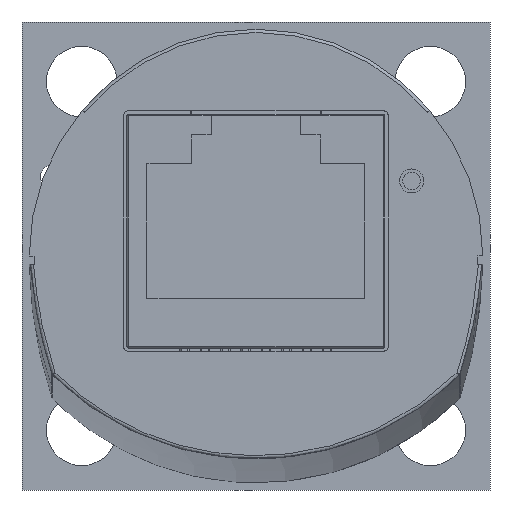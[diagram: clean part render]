
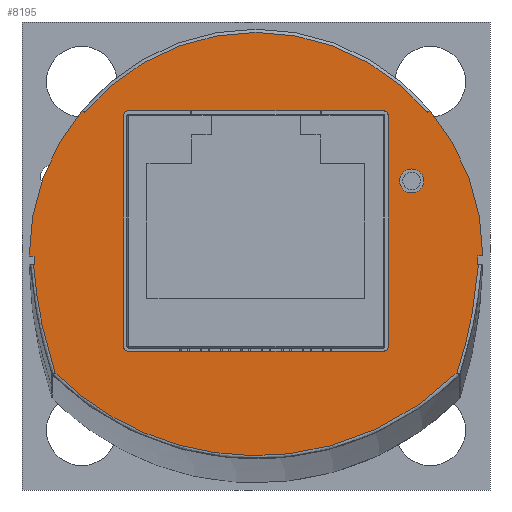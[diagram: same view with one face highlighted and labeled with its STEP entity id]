
A CAD part, left-side view. The second image highlights one B-rep face of the part: STEP entity #8195.
In plain terms, the highlighted planar face has unit normal (-1, 0, 0).
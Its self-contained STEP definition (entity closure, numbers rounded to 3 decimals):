
#102=B_SPLINE_CURVE_WITH_KNOTS('',3,(#12674,#12675,#12676,#12677,#12678,
#12679,#12680,#12681),.UNSPECIFIED.,.F.,.F.,(4,1,1,1,1,4),(0.239,
0.634,1.425,2.215,2.611,3.006),
 .UNSPECIFIED.);
#149=FACE_BOUND('',#1375,.T.);
#150=FACE_BOUND('',#1376,.T.);
#208=ELLIPSE('',#8607,55.321,39.377);
#211=ELLIPSE('',#8618,55.321,39.377);
#293=CIRCLE('',#8540,0.75);
#326=CIRCLE('',#8600,13.95);
#365=CIRCLE('',#8722,0.3);
#366=CIRCLE('',#8725,0.3);
#367=CIRCLE('',#8728,0.3);
#368=CIRCLE('',#8731,0.3);
#418=CIRCLE('',#8854,14.15);
#419=CIRCLE('',#8855,14.15);
#939=FACE_OUTER_BOUND('',#1374,.T.);
#1374=EDGE_LOOP('',(#6627,#6628,#6629,#6630,#6631,#6632,#6633,#6634,#6635,
#6636,#6637,#6638,#6639,#6640));
#1375=EDGE_LOOP('',(#6641,#6642,#6643,#6644,#6645,#6646,#6647,#6648));
#1376=EDGE_LOOP('',(#6649));
#1876=LINE('',#12908,#2628);
#1948=LINE('',#13104,#2700);
#1951=LINE('',#13114,#2703);
#1968=LINE('',#13149,#2720);
#1973=LINE('',#13187,#2725);
#1976=LINE('',#13195,#2728);
#1979=LINE('',#13203,#2731);
#1982=LINE('',#13210,#2734);
#1985=LINE('',#13234,#2737);
#2003=LINE('',#13267,#2755);
#2144=LINE('',#13829,#2896);
#2145=LINE('',#13833,#2897);
#2628=VECTOR('',#10073,10.);
#2700=VECTOR('',#10279,10.);
#2703=VECTOR('',#10284,10.);
#2720=VECTOR('',#10317,10.);
#2725=VECTOR('',#10348,10.);
#2728=VECTOR('',#10357,10.);
#2731=VECTOR('',#10366,10.);
#2734=VECTOR('',#10375,10.);
#2737=VECTOR('',#10402,10.);
#2755=VECTOR('',#10434,10.);
#2896=VECTOR('',#10777,10.);
#2897=VECTOR('',#10782,10.);
#3322=VERTEX_POINT('',#12214);
#3367=VERTEX_POINT('',#12474);
#3369=VERTEX_POINT('',#12477);
#3373=VERTEX_POINT('',#12486);
#3375=VERTEX_POINT('',#12510);
#3381=VERTEX_POINT('',#12549);
#3382=VERTEX_POINT('',#12702);
#3392=VERTEX_POINT('',#12906);
#3437=VERTEX_POINT('',#13103);
#3439=VERTEX_POINT('',#13113);
#3449=VERTEX_POINT('',#13148);
#3453=VERTEX_POINT('',#13180);
#3454=VERTEX_POINT('',#13182);
#3455=VERTEX_POINT('',#13186);
#3456=VERTEX_POINT('',#13190);
#3457=VERTEX_POINT('',#13194);
#3458=VERTEX_POINT('',#13198);
#3459=VERTEX_POINT('',#13202);
#3460=VERTEX_POINT('',#13206);
#3469=VERTEX_POINT('',#13233);
#3477=VERTEX_POINT('',#13265);
#3622=VERTEX_POINT('',#13827);
#3623=VERTEX_POINT('',#13831);
#4191=EDGE_CURVE('',#3322,#3322,#293,.T.);
#4274=EDGE_CURVE('',#3367,#3369,#326,.T.);
#4281=EDGE_CURVE('',#3375,#3373,#208,.T.);
#4290=EDGE_CURVE('',#3373,#3381,#102,.T.);
#4293=EDGE_CURVE('',#3381,#3382,#211,.T.);
#4312=EDGE_CURVE('',#3375,#3392,#1876,.T.);
#4402=EDGE_CURVE('',#3437,#3382,#1948,.T.);
#4406=EDGE_CURVE('',#3439,#3437,#1951,.T.);
#4423=EDGE_CURVE('',#3392,#3449,#1968,.T.);
#4434=EDGE_CURVE('',#3454,#3453,#365,.T.);
#4436=EDGE_CURVE('',#3455,#3454,#1973,.T.);
#4438=EDGE_CURVE('',#3456,#3455,#366,.T.);
#4440=EDGE_CURVE('',#3457,#3456,#1976,.T.);
#4442=EDGE_CURVE('',#3458,#3457,#367,.T.);
#4444=EDGE_CURVE('',#3459,#3458,#1979,.T.);
#4446=EDGE_CURVE('',#3460,#3459,#368,.T.);
#4448=EDGE_CURVE('',#3453,#3460,#1982,.T.);
#4459=EDGE_CURVE('',#3469,#3369,#1985,.T.);
#4478=EDGE_CURVE('',#3449,#3477,#2003,.T.);
#4686=EDGE_CURVE('',#3367,#3622,#2144,.T.);
#4687=EDGE_CURVE('',#3622,#3623,#418,.T.);
#4688=EDGE_CURVE('',#3439,#3623,#2145,.T.);
#4689=EDGE_CURVE('',#3477,#3469,#419,.T.);
#6627=ORIENTED_EDGE('',*,*,#4686,.T.);
#6628=ORIENTED_EDGE('',*,*,#4687,.T.);
#6629=ORIENTED_EDGE('',*,*,#4688,.F.);
#6630=ORIENTED_EDGE('',*,*,#4406,.T.);
#6631=ORIENTED_EDGE('',*,*,#4402,.T.);
#6632=ORIENTED_EDGE('',*,*,#4293,.F.);
#6633=ORIENTED_EDGE('',*,*,#4290,.F.);
#6634=ORIENTED_EDGE('',*,*,#4281,.F.);
#6635=ORIENTED_EDGE('',*,*,#4312,.T.);
#6636=ORIENTED_EDGE('',*,*,#4423,.T.);
#6637=ORIENTED_EDGE('',*,*,#4478,.T.);
#6638=ORIENTED_EDGE('',*,*,#4689,.T.);
#6639=ORIENTED_EDGE('',*,*,#4459,.T.);
#6640=ORIENTED_EDGE('',*,*,#4274,.F.);
#6641=ORIENTED_EDGE('',*,*,#4442,.T.);
#6642=ORIENTED_EDGE('',*,*,#4440,.T.);
#6643=ORIENTED_EDGE('',*,*,#4438,.T.);
#6644=ORIENTED_EDGE('',*,*,#4436,.T.);
#6645=ORIENTED_EDGE('',*,*,#4434,.T.);
#6646=ORIENTED_EDGE('',*,*,#4448,.T.);
#6647=ORIENTED_EDGE('',*,*,#4446,.T.);
#6648=ORIENTED_EDGE('',*,*,#4444,.T.);
#6649=ORIENTED_EDGE('',*,*,#4191,.F.);
#7407=PLANE('',#8853);
#8195=ADVANCED_FACE('',(#939,#149,#150),#7407,.F.);
#8540=AXIS2_PLACEMENT_3D('',#12216,#9843,#9844);
#8600=AXIS2_PLACEMENT_3D('',#12478,#10001,#10002);
#8607=AXIS2_PLACEMENT_3D('',#12536,#10015,#10016);
#8618=AXIS2_PLACEMENT_3D('',#12730,#10037,#10038);
#8722=AXIS2_PLACEMENT_3D('',#13183,#10343,#10344);
#8725=AXIS2_PLACEMENT_3D('',#13191,#10352,#10353);
#8728=AXIS2_PLACEMENT_3D('',#13199,#10361,#10362);
#8731=AXIS2_PLACEMENT_3D('',#13207,#10370,#10371);
#8853=AXIS2_PLACEMENT_3D('',#13830,#10778,#10779);
#8854=AXIS2_PLACEMENT_3D('',#13832,#10780,#10781);
#8855=AXIS2_PLACEMENT_3D('',#13834,#10783,#10784);
#9843=DIRECTION('center_axis',(-1.,0.,0.));
#9844=DIRECTION('ref_axis',(0.,1.,0.));
#10001=DIRECTION('center_axis',(1.,0.,0.));
#10002=DIRECTION('ref_axis',(0.,0.,
1.));
#10015=DIRECTION('center_axis',(1.,0.,0.));
#10016=DIRECTION('ref_axis',(0.,0.981,0.193));
#10037=DIRECTION('center_axis',(1.,0.,0.));
#10038=DIRECTION('ref_axis',(0.,0.981,-0.193));
#10073=DIRECTION('',(0.,1.,0.));
#10279=DIRECTION('',(0.,1.,0.));
#10284=DIRECTION('',(0.,0.,-1.));
#10317=DIRECTION('',(0.,0.,1.));
#10343=DIRECTION('center_axis',(1.,0.,0.));
#10344=DIRECTION('ref_axis',(0.,-1.,0.));
#10348=DIRECTION('',(0.,1.,0.));
#10352=DIRECTION('center_axis',(1.,0.,0.));
#10353=DIRECTION('ref_axis',(0.,0.,
1.));
#10357=DIRECTION('',(0.,0.,-1.));
#10361=DIRECTION('center_axis',(1.,0.,0.));
#10362=DIRECTION('ref_axis',(0.,1.,0.));
#10366=DIRECTION('',(0.,-1.,0.));
#10370=DIRECTION('center_axis',(1.,0.,0.));
#10371=DIRECTION('ref_axis',(0.,0.,
-1.));
#10375=DIRECTION('',(0.,0.,1.));
#10402=DIRECTION('',(0.,0.766,-0.643));
#10434=DIRECTION('',(0.,-1.,0.));
#10777=DIRECTION('',(0.,0.766,0.643));
#10778=DIRECTION('center_axis',(1.,0.,0.));
#10779=DIRECTION('ref_axis',(0.,1.,0.));
#10780=DIRECTION('center_axis',(-1.,0.,0.));
#10781=DIRECTION('ref_axis',(0.,0.,
-1.));
#10782=DIRECTION('',(0.,1.,0.));
#10783=DIRECTION('center_axis',(-1.,0.,0.));
#10784=DIRECTION('ref_axis',(0.,0.,
-1.));
#12214=CARTESIAN_POINT('',(-123.8,-10.463,4.683));
#12216=CARTESIAN_POINT('Origin',(-123.8,-9.713,4.683));
#12474=CARTESIAN_POINT('',(-123.8,10.686,8.967));
#12477=CARTESIAN_POINT('',(-123.8,-10.686,8.967));
#12478=CARTESIAN_POINT('Origin',(-123.8,0.,0.));
#12486=CARTESIAN_POINT('',(-123.8,-12.543,-7.283));
#12510=CARTESIAN_POINT('',(-123.8,-13.879,-0.5));
#12536=CARTESIAN_POINT('Origin',(-123.8,40.857,6.759));
#12549=CARTESIAN_POINT('',(-123.8,12.543,-7.283));
#12674=CARTESIAN_POINT('Ctrl Pts',(-123.8,-12.543,-7.283));
#12675=CARTESIAN_POINT('Ctrl Pts',(-123.8,-11.609,-8.212));
#12676=CARTESIAN_POINT('Ctrl Pts',(-123.8,-8.465,-10.712));
#12677=CARTESIAN_POINT('Ctrl Pts',(-123.8,-2.054,-12.947));
#12678=CARTESIAN_POINT('Ctrl Pts',(-123.8,4.701,-12.185));
#12679=CARTESIAN_POINT('Ctrl Pts',(-123.8,9.507,-9.878));
#12680=CARTESIAN_POINT('Ctrl Pts',(-123.8,11.609,-8.212));
#12681=CARTESIAN_POINT('Ctrl Pts',(-123.8,12.543,-7.283));
#12702=CARTESIAN_POINT('',(-123.8,13.879,-0.5));
#12730=CARTESIAN_POINT('Origin',(-123.8,-40.857,6.759));
#12906=CARTESIAN_POINT('',(-123.8,-13.846,-0.5));
#12908=CARTESIAN_POINT('',(-123.8,-7.073,-0.5));
#13103=CARTESIAN_POINT('',(-123.8,13.846,-0.5));
#13104=CARTESIAN_POINT('',(-123.8,7.073,-0.5));
#13113=CARTESIAN_POINT('',(-123.8,13.846,0.));
#13114=CARTESIAN_POINT('',(-123.8,13.846,23.176));
#13148=CARTESIAN_POINT('',(-123.8,-13.846,0.));
#13149=CARTESIAN_POINT('',(-123.8,-13.846,23.176));
#13180=CARTESIAN_POINT('',(-123.8,8.254,-5.643));
#13182=CARTESIAN_POINT('',(-123.8,7.954,-5.943));
#13183=CARTESIAN_POINT('Origin',(-123.8,7.954,-5.643));
#13186=CARTESIAN_POINT('',(-123.8,-7.946,-5.943));
#13187=CARTESIAN_POINT('',(-123.8,3.977,-5.943));
#13190=CARTESIAN_POINT('',(-123.8,-8.246,-5.643));
#13191=CARTESIAN_POINT('Origin',(-123.8,-7.946,-5.643));
#13194=CARTESIAN_POINT('',(-123.8,-8.246,8.757));
#13195=CARTESIAN_POINT('',(-123.8,-8.246,20.604));
#13198=CARTESIAN_POINT('',(-123.8,-7.946,9.057));
#13199=CARTESIAN_POINT('Origin',(-123.8,-7.946,8.757));
#13202=CARTESIAN_POINT('',(-123.8,7.954,9.057));
#13203=CARTESIAN_POINT('',(-123.8,-3.973,9.057));
#13206=CARTESIAN_POINT('',(-123.8,8.254,8.757));
#13207=CARTESIAN_POINT('Origin',(-123.8,7.954,8.757));
#13210=CARTESIAN_POINT('',(-123.8,8.254,27.804));
#13233=CARTESIAN_POINT('',(-123.8,-10.84,9.095));
#13234=CARTESIAN_POINT('',(-123.8,-7.651,6.42));
#13265=CARTESIAN_POINT('',(-123.8,-14.15,0.));
#13267=CARTESIAN_POINT('',(-123.8,-12.7,0.));
#13827=CARTESIAN_POINT('',(-123.8,10.84,9.095));
#13829=CARTESIAN_POINT('',(-123.8,3.587,3.01));
#13830=CARTESIAN_POINT('Origin',(-123.8,-7.546,1.549));
#13831=CARTESIAN_POINT('',(-123.8,14.15,0.));
#13832=CARTESIAN_POINT('Origin',(-123.8,0.,0.));
#13833=CARTESIAN_POINT('',(-123.8,12.7,0.));
#13834=CARTESIAN_POINT('Origin',(-123.8,0.,0.));
